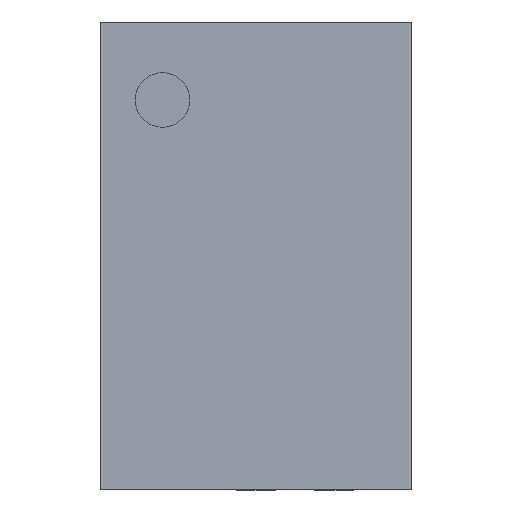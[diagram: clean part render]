
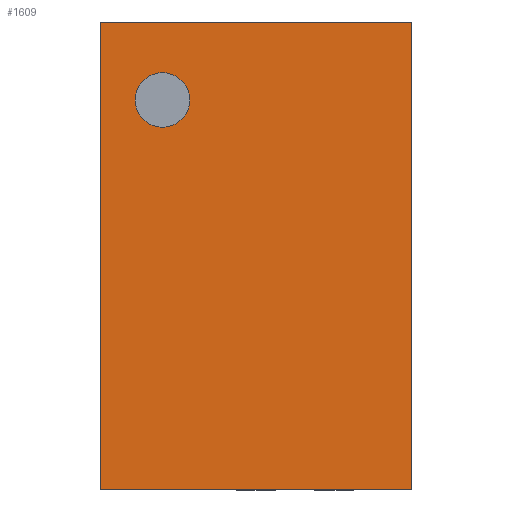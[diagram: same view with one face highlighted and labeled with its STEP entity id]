
A CAD part, top view. The second image highlights one B-rep face of the part: STEP entity #1609.
In plain terms, the highlighted planar face has unit normal (0, 0, 1).
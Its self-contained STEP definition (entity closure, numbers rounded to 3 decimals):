
#68 = VERTEX_POINT ( 'NONE', #4371 ) ;
#71 = VECTOR ( 'NONE', #5221, 1000. ) ;
#105 = CARTESIAN_POINT ( 'NONE',  ( -1., 1.5, 0.875 ) ) ;
#345 = VECTOR ( 'NONE', #3486, 1000. ) ;
#423 = CARTESIAN_POINT ( 'NONE',  ( -0.775, 1., 0.875 ) ) ;
#503 = DIRECTION ( 'NONE',  ( -1., 0., 0. ) ) ;
#509 = LINE ( 'NONE', #596, #2210 ) ;
#512 = ORIENTED_EDGE ( 'NONE', *, *, #2926, .F. ) ;
#515 = AXIS2_PLACEMENT_3D ( 'NONE', #1038, #2335, #503 ) ;
#596 = CARTESIAN_POINT ( 'NONE',  ( -1., 1.5, 0.875 ) ) ;
#809 = CARTESIAN_POINT ( 'NONE',  ( -1., -1.5, 0.875 ) ) ;
#824 = CIRCLE ( 'NONE', #4083, 0.175 ) ;
#844 = LINE ( 'NONE', #957, #345 ) ;
#957 = CARTESIAN_POINT ( 'NONE',  ( 1., -1.5, 0.875 ) ) ;
#966 = EDGE_CURVE ( 'NONE', #3395, #4734, #3703, .T. ) ;
#1001 = DIRECTION ( 'NONE',  ( 0., 0., 1. ) ) ;
#1021 = EDGE_CURVE ( 'NONE', #4734, #68, #844, .T. ) ;
#1038 = CARTESIAN_POINT ( 'NONE',  ( 0., 0., 0.875 ) ) ;
#1059 = EDGE_LOOP ( 'NONE', ( #512, #1853 ) ) ;
#1181 = CARTESIAN_POINT ( 'NONE',  ( -1., -1.5, 0.875 ) ) ;
#1213 = EDGE_CURVE ( 'NONE', #68, #3415, #509, .T. ) ;
#1321 = CARTESIAN_POINT ( 'NONE',  ( -0.6, 1., 0.875 ) ) ;
#1328 = EDGE_CURVE ( 'NONE', #3415, #3395, #4670, .T. ) ;
#1438 = FACE_BOUND ( 'NONE', #1059, .T. ) ;
#1609 = ADVANCED_FACE ( 'NONE', ( #1438, #2830 ), #4497, .F. ) ;
#1815 = DIRECTION ( 'NONE',  ( 1., 0., 0. ) ) ;
#1838 = VECTOR ( 'NONE', #3393, 1000. ) ;
#1853 = ORIENTED_EDGE ( 'NONE', *, *, #4527, .F. ) ;
#2210 = VECTOR ( 'NONE', #2368, 1000. ) ;
#2335 = DIRECTION ( 'NONE',  ( 0., 0., -1. ) ) ;
#2368 = DIRECTION ( 'NONE',  ( -1., 0., 0. ) ) ;
#2480 = CARTESIAN_POINT ( 'NONE',  ( 1., -1.5, 0.875 ) ) ;
#2609 = VERTEX_POINT ( 'NONE', #423 ) ;
#2643 = ORIENTED_EDGE ( 'NONE', *, *, #1213, .T. ) ;
#2656 = CIRCLE ( 'NONE', #4324, 0.175 ) ;
#2830 = FACE_OUTER_BOUND ( 'NONE', #3376, .T. ) ;
#2903 = ORIENTED_EDGE ( 'NONE', *, *, #1021, .T. ) ;
#2926 = EDGE_CURVE ( 'NONE', #3881, #2609, #824, .T. ) ;
#3076 = CARTESIAN_POINT ( 'NONE',  ( -0.6, 1., 0.875 ) ) ;
#3376 = EDGE_LOOP ( 'NONE', ( #2903, #2643, #3858, #4783 ) ) ;
#3393 = DIRECTION ( 'NONE',  ( 0., -1., 0. ) ) ;
#3395 = VERTEX_POINT ( 'NONE', #5025 ) ;
#3415 = VERTEX_POINT ( 'NONE', #105 ) ;
#3486 = DIRECTION ( 'NONE',  ( 0., 1., 0. ) ) ;
#3703 = LINE ( 'NONE', #809, #71 ) ;
#3858 = ORIENTED_EDGE ( 'NONE', *, *, #1328, .T. ) ;
#3881 = VERTEX_POINT ( 'NONE', #5324 ) ;
#4083 = AXIS2_PLACEMENT_3D ( 'NONE', #3076, #1001, #4867 ) ;
#4324 = AXIS2_PLACEMENT_3D ( 'NONE', #1321, #4438, #1815 ) ;
#4371 = CARTESIAN_POINT ( 'NONE',  ( 1., 1.5, 0.875 ) ) ;
#4438 = DIRECTION ( 'NONE',  ( 0., 0., 1. ) ) ;
#4497 = PLANE ( 'NONE',  #515 ) ;
#4527 = EDGE_CURVE ( 'NONE', #2609, #3881, #2656, .T. ) ;
#4670 = LINE ( 'NONE', #1181, #1838 ) ;
#4734 = VERTEX_POINT ( 'NONE', #2480 ) ;
#4783 = ORIENTED_EDGE ( 'NONE', *, *, #966, .T. ) ;
#4867 = DIRECTION ( 'NONE',  ( 1., 0., 0. ) ) ;
#5025 = CARTESIAN_POINT ( 'NONE',  ( -1., -1.5, 0.875 ) ) ;
#5221 = DIRECTION ( 'NONE',  ( 1., 0., 0. ) ) ;
#5324 = CARTESIAN_POINT ( 'NONE',  ( -0.425, 1., 0.875 ) ) ;
